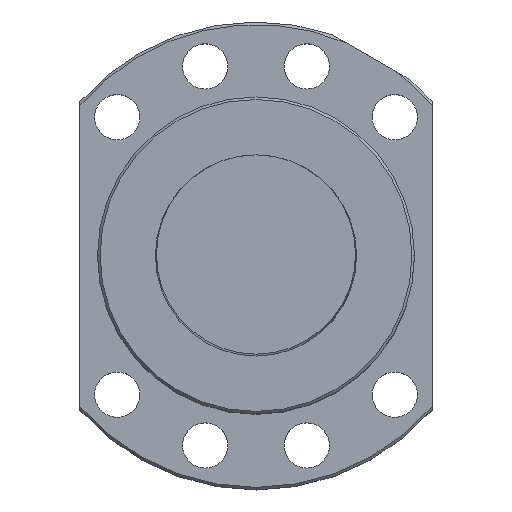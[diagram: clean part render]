
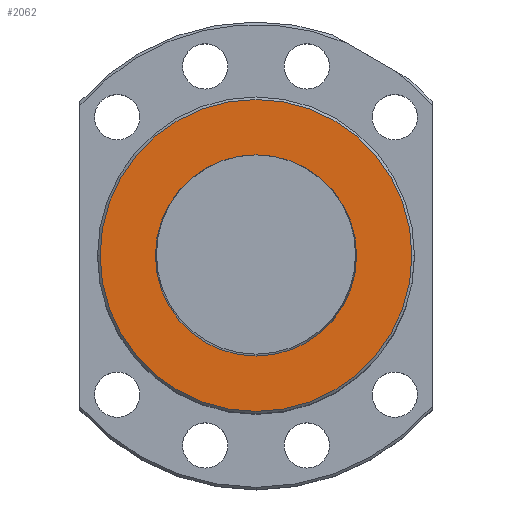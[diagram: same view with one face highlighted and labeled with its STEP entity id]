
A CAD part, top view. The second image highlights one B-rep face of the part: STEP entity #2062.
In plain terms, the highlighted face is planar.
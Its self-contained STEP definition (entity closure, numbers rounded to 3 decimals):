
#77 = VERTEX_POINT ( 'NONE', #2018 ) ;
#87 = AXIS2_PLACEMENT_3D ( 'NONE', #583, #577, #574 ) ;
#118 = CARTESIAN_POINT ( 'NONE',  ( 20., 0., -83. ) ) ;
#171 = EDGE_LOOP ( 'NONE', ( #1592, #1569 ) ) ;
#197 = CIRCLE ( 'NONE', #764, 20. ) ;
#222 = EDGE_CURVE ( 'NONE', #1179, #1706, #674, .T. ) ;
#282 = DIRECTION ( 'NONE',  ( 1., 0., 0. ) ) ;
#286 = DIRECTION ( 'NONE',  ( 0., 0., -1. ) ) ;
#287 = CARTESIAN_POINT ( 'NONE',  ( 0., 0., -83. ) ) ;
#329 = CIRCLE ( 'NONE', #87, 31. ) ;
#348 = DIRECTION ( 'NONE',  ( 1., 0., 0. ) ) ;
#356 = CIRCLE ( 'NONE', #1810, 31. ) ;
#357 = DIRECTION ( 'NONE',  ( 0., 0., -1. ) ) ;
#359 = CARTESIAN_POINT ( 'NONE',  ( 0., 0., -83. ) ) ;
#554 = EDGE_LOOP ( 'NONE', ( #1418, #1442 ) ) ;
#559 = DIRECTION ( 'NONE',  ( 1., 0., 0. ) ) ;
#574 = DIRECTION ( 'NONE',  ( 1., 0., 0. ) ) ;
#577 = DIRECTION ( 'NONE',  ( 0., 0., -1. ) ) ;
#583 = CARTESIAN_POINT ( 'NONE',  ( 0., 0., -83. ) ) ;
#595 = DIRECTION ( 'NONE',  ( 0., 0., 1. ) ) ;
#608 = CARTESIAN_POINT ( 'NONE',  ( -31.372, -31.372, -83. ) ) ;
#646 = PLANE ( 'NONE',  #1317 ) ;
#674 = CIRCLE ( 'NONE', #816, 20. ) ;
#702 = CARTESIAN_POINT ( 'NONE',  ( -31., 0., -83. ) ) ;
#761 = CARTESIAN_POINT ( 'NONE',  ( -20., 0., -83. ) ) ;
#764 = AXIS2_PLACEMENT_3D ( 'NONE', #359, #357, #348 ) ;
#816 = AXIS2_PLACEMENT_3D ( 'NONE', #1833, #1831, #1828 ) ;
#1174 = FACE_OUTER_BOUND ( 'NONE', #171, .T. ) ;
#1179 = VERTEX_POINT ( 'NONE', #761 ) ;
#1203 = VERTEX_POINT ( 'NONE', #702 ) ;
#1287 = EDGE_CURVE ( 'NONE', #77, #1203, #329, .T. ) ;
#1317 = AXIS2_PLACEMENT_3D ( 'NONE', #608, #595, #559 ) ;
#1418 = ORIENTED_EDGE ( 'NONE', *, *, #1469, .F. ) ;
#1442 = ORIENTED_EDGE ( 'NONE', *, *, #222, .F. ) ;
#1469 = EDGE_CURVE ( 'NONE', #1706, #1179, #197, .T. ) ;
#1540 = EDGE_CURVE ( 'NONE', #1203, #77, #356, .T. ) ;
#1569 = ORIENTED_EDGE ( 'NONE', *, *, #1540, .T. ) ;
#1592 = ORIENTED_EDGE ( 'NONE', *, *, #1287, .T. ) ;
#1706 = VERTEX_POINT ( 'NONE', #118 ) ;
#1736 = FACE_BOUND ( 'NONE', #554, .T. ) ;
#1810 = AXIS2_PLACEMENT_3D ( 'NONE', #287, #286, #282 ) ;
#1828 = DIRECTION ( 'NONE',  ( 1., 0., 0. ) ) ;
#1831 = DIRECTION ( 'NONE',  ( 0., 0., -1. ) ) ;
#1833 = CARTESIAN_POINT ( 'NONE',  ( 0., 0., -83. ) ) ;
#2018 = CARTESIAN_POINT ( 'NONE',  ( 31., 0., -83. ) ) ;
#2062 = ADVANCED_FACE ( 'NONE', ( #1736, #1174 ), #646, .F. ) ;
